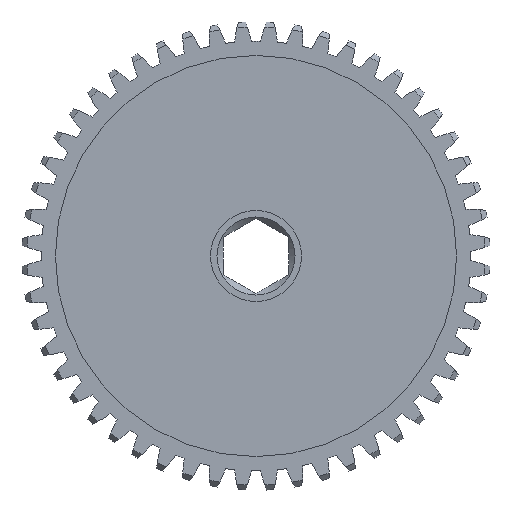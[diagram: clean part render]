
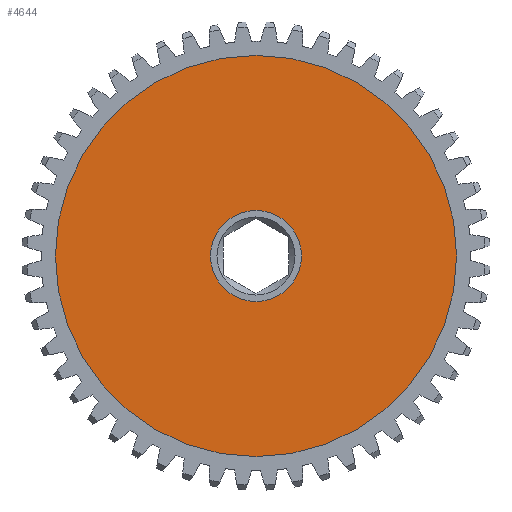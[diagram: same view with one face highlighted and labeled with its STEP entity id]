
A CAD part, left-side view. The second image highlights one B-rep face of the part: STEP entity #4644.
In plain terms, the highlighted planar face has unit normal (-1, 0, 0).
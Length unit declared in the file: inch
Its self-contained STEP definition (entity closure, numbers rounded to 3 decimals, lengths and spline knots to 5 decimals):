
#153 = CARTESIAN_POINT ( 'NONE',  ( 0.1375, 0., 1.15625 ) ) ;
#415 = EDGE_CURVE ( 'NONE', #9349, #1038, #9268, .T. ) ;
#521 = AXIS2_PLACEMENT_3D ( 'NONE', #10921, #4485, #6423 ) ;
#553 = DIRECTION ( 'NONE',  ( 0., 0., 1. ) ) ;
#562 = EDGE_LOOP ( 'NONE', ( #11338, #7013 ) ) ;
#668 = VERTEX_POINT ( 'NONE', #153 ) ;
#999 = CIRCLE ( 'NONE', #10513, 1.15625 ) ;
#1038 = VERTEX_POINT ( 'NONE', #3779 ) ;
#1100 = EDGE_LOOP ( 'NONE', ( #9425, #9985 ) ) ;
#1521 = CARTESIAN_POINT ( 'NONE',  ( 0.1375, 0., 0. ) ) ;
#2162 = CARTESIAN_POINT ( 'NONE',  ( 0.1375, 0., 0. ) ) ;
#2356 = CARTESIAN_POINT ( 'NONE',  ( 0.1375, 0., 0. ) ) ;
#2969 = CIRCLE ( 'NONE', #10162, 1.15625 ) ;
#3152 = DIRECTION ( 'NONE',  ( -1., 0., 0. ) ) ;
#3291 = EDGE_CURVE ( 'NONE', #10596, #668, #2969, .T. ) ;
#3296 = DIRECTION ( 'NONE',  ( 0., 0., 1. ) ) ;
#3779 = CARTESIAN_POINT ( 'NONE',  ( 0.1375, 0., -0.2625 ) ) ;
#4337 = FACE_OUTER_BOUND ( 'NONE', #562, .T. ) ;
#4456 = PLANE ( 'NONE',  #11081 ) ;
#4485 = DIRECTION ( 'NONE',  ( -1., 0., 0. ) ) ;
#4644 = ADVANCED_FACE ( 'NONE', ( #11810, #4337 ), #4456, .T. ) ;
#5091 = DIRECTION ( 'NONE',  ( 0., 0., 1. ) ) ;
#5297 = EDGE_CURVE ( 'NONE', #668, #10596, #999, .T. ) ;
#5805 = CARTESIAN_POINT ( 'NONE',  ( 0.1375, 0., 0.2625 ) ) ;
#6423 = DIRECTION ( 'NONE',  ( 0., 0., 1. ) ) ;
#6857 = DIRECTION ( 'NONE',  ( 0., 0., 1. ) ) ;
#7013 = ORIENTED_EDGE ( 'NONE', *, *, #3291, .T. ) ;
#7041 = DIRECTION ( 'NONE',  ( -1., 0., 0. ) ) ;
#7693 = DIRECTION ( 'NONE',  ( -1., 0., 0. ) ) ;
#8149 = DIRECTION ( 'NONE',  ( -1., 0., 0. ) ) ;
#8854 = CARTESIAN_POINT ( 'NONE',  ( 0.1375, 0., -1.15625 ) ) ;
#9268 = CIRCLE ( 'NONE', #10244, 0.2625 ) ;
#9349 = VERTEX_POINT ( 'NONE', #5805 ) ;
#9425 = ORIENTED_EDGE ( 'NONE', *, *, #10724, .F. ) ;
#9786 = CARTESIAN_POINT ( 'NONE',  ( 0.1375, 0., 0. ) ) ;
#9985 = ORIENTED_EDGE ( 'NONE', *, *, #415, .F. ) ;
#10162 = AXIS2_PLACEMENT_3D ( 'NONE', #9786, #7041, #553 ) ;
#10244 = AXIS2_PLACEMENT_3D ( 'NONE', #2356, #3152, #6857 ) ;
#10513 = AXIS2_PLACEMENT_3D ( 'NONE', #2162, #7693, #5091 ) ;
#10596 = VERTEX_POINT ( 'NONE', #8854 ) ;
#10724 = EDGE_CURVE ( 'NONE', #1038, #9349, #10808, .T. ) ;
#10808 = CIRCLE ( 'NONE', #521, 0.2625 ) ;
#10921 = CARTESIAN_POINT ( 'NONE',  ( 0.1375, 0., 0. ) ) ;
#11081 = AXIS2_PLACEMENT_3D ( 'NONE', #1521, #8149, #3296 ) ;
#11338 = ORIENTED_EDGE ( 'NONE', *, *, #5297, .T. ) ;
#11810 = FACE_BOUND ( 'NONE', #1100, .T. ) ;
